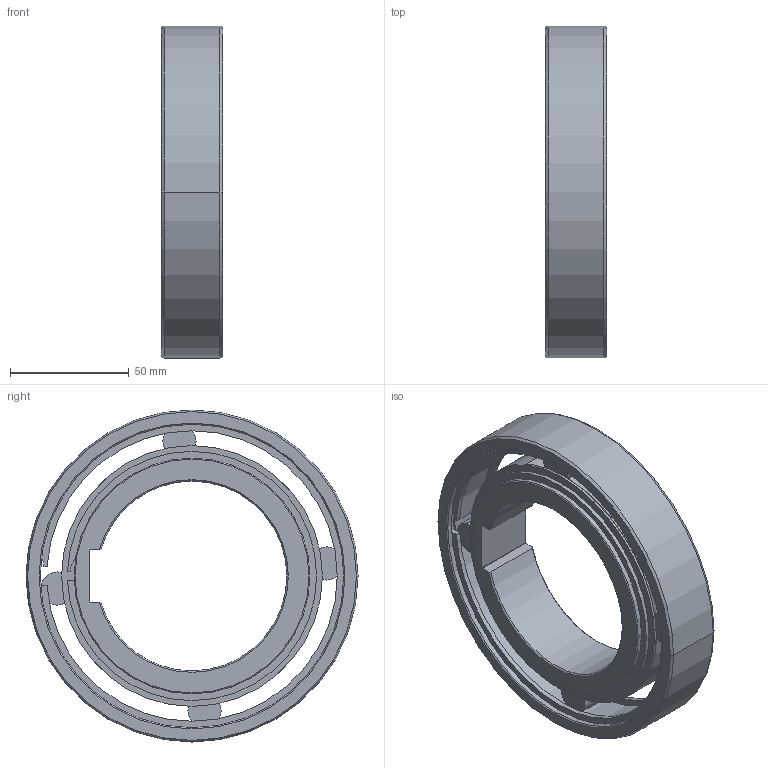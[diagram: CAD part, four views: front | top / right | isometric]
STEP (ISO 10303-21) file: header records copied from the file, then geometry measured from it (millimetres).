
FILE_DESCRIPTION((''),'2;1');
FILE_NAME('FREILAUF_AS80_ASM','2025-05-06T10:53:17',('Administrator'),(''),'CREO PARAMETRIC BY PTC INC, 2020414','CREO PARAMETRIC BY PTC INC, 2020414','');
FILE_SCHEMA(('AUTOMOTIVE_DESIGN { 1 0 10303 214 1 1 1 1 }'));
Length unit declared in the file: millimetre
Products named in the file (11): STERN_AS80_NICO_1; DRUCKBOLZEN_AS8_1; DRUCKFEDER_AS8_5_1; ANFED_KPL_AS8_6_AS8_5_ASM_1_ASM; ROLLE_14X14_1; A-RING_AS80_NICO_1; ESB_129_5_NICO_1; SCHEIBE_AS80_NICO_1; ESW97_NICO_1; FREILAUF_AS80_NICO_ASM_1_ASM; FREILAUF_AS80_ASM
Assembly tree (19 placements, depth 4):
  FREILAUF_AS80_ASM
    FREILAUF_AS80_NICO_ASM_1_ASM
      STERN_AS80_NICO_1
      ANFED_KPL_AS8_6_AS8_5_ASM_1_ASM  x4
        DRUCKBOLZEN_AS8_1
        DRUCKFEDER_AS8_5_1
      ROLLE_14X14_1  x4
      A-RING_AS80_NICO_1
      ESB_129_5_NICO_1  x2
      SCHEIBE_AS80_NICO_1  x2
      ESW97_NICO_1  x2
Bounding box: 26 x 140 x 140 mm (x, y, z)
Volume: 171269.3 mm3; surface area: 79440.5 mm2
Topology: 20 solids, 20 shells, 240 faces, 582 edges, 390 vertices
Faces by surface type: cylinder 83, plane 79, cone 46, bspline 24, torus 8
Entity records: 6784 total; most frequent: CARTESIAN_POINT 2310, DIRECTION 902, ORIENTED_EDGE 732, AXIS2_PLACEMENT_3D 389, EDGE_CURVE 366, VERTEX_POINT 250, CIRCLE 192, EDGE_LOOP 164
